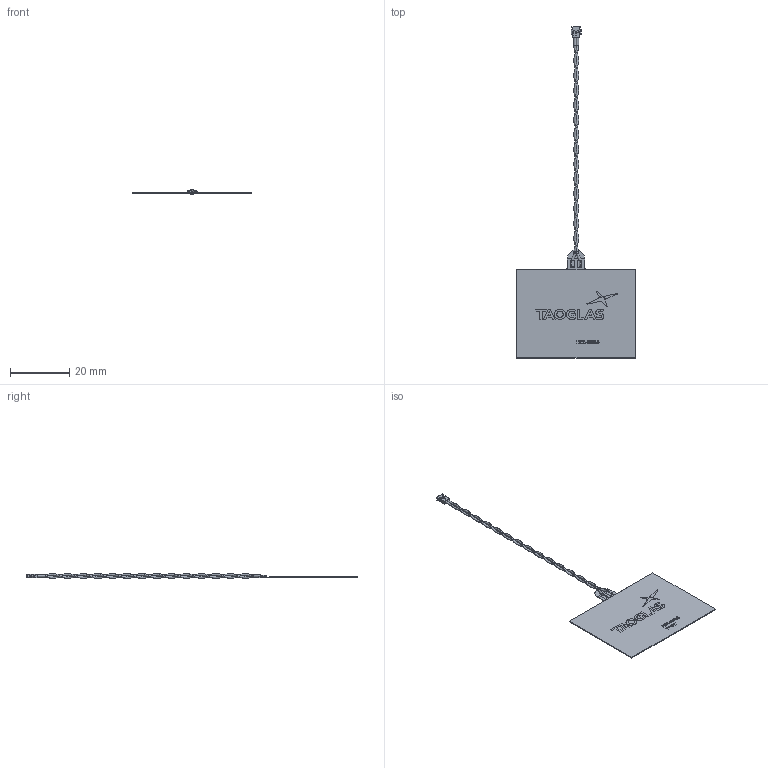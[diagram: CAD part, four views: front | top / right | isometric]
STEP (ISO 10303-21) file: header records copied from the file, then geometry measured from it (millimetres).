
FILE_DESCRIPTION (( 'STEP AP214' ), '1' );
FILE_NAME ('FXR.4030.52.0075X.B.dg_Web.STEP', '2024-05-28T00:39:35', ( '' ), ( '' ), 'SwSTEP 2.0', 'SolidWorks 2022', '' );
FILE_SCHEMA (( 'AUTOMOTIVE_DESIGN' ));
Length unit declared in the file: millimetre
Products named in the file (1): FXR.4030.52.0075X.B.dg_Web
Bounding box: 40 x 112.29 x 1.6 mm (x, y, z)
Volume: 433.1 mm3; surface area: 5318.8 mm2
Topology: 5 solids, 5 shells, 730 faces, 1965 edges, 1298 vertices
Faces by surface type: plane 448, bspline 267, cylinder 13, cone 2
Full cylindrical faces by diameter (mm): 0.4 x2, 0.7 x4
Entity records: 43787 total; most frequent: CARTESIAN_POINT 19319, ORIENTED_EDGE 3882, DIRECTION 2369, EDGE_CURVE 1941, LINE 1365, VECTOR 1365, VERTEX_POINT 1292, EDGE_LOOP 809
